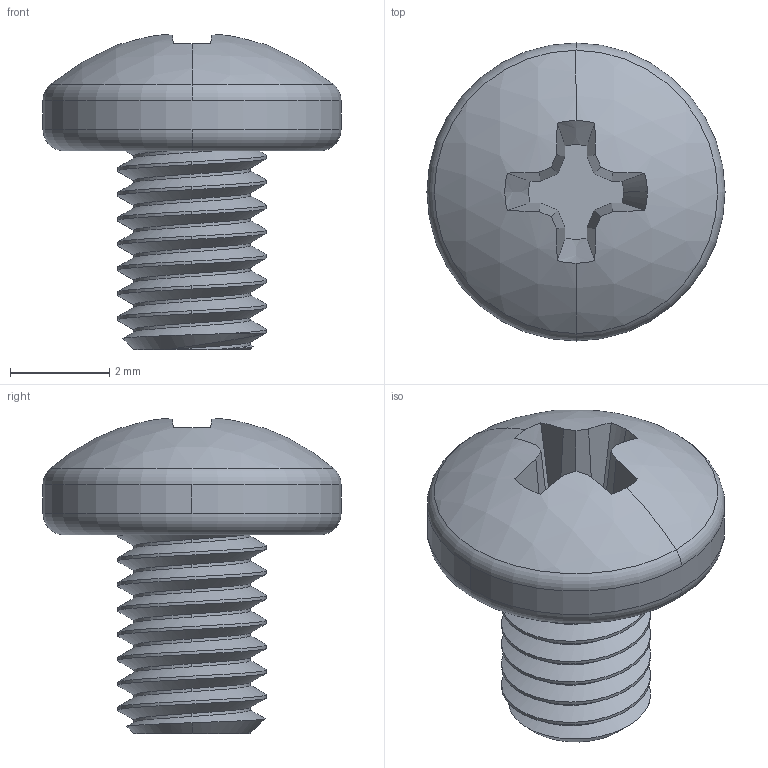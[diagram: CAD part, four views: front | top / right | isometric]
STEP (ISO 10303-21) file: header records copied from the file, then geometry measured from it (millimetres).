
FILE_DESCRIPTION (( 'STEP AP203' ), '1' );
FILE_NAME ('92005A112.step', '2016-01-18T17:13:55', ( '' ), ( '' ), 'SwSTEP 2.0', 'SolidWorks 2013', '' );
FILE_SCHEMA (( 'CONFIG_CONTROL_DESIGN' ));
Length unit declared in the file: millimetre
Products named in the file (1): 92005A112
Bounding box: 6 x 6 x 6.34 mm (x, y, z)
Volume: 68 mm3; surface area: 150.6 mm2
Topology: 1 solids, 1 shells, 79 faces, 224 edges, 148 vertices
Faces by surface type: cylinder 43, plane 19, cone 8, torus 4, bspline 3, sphere 2
Entity records: 3445 total; most frequent: CARTESIAN_POINT 1548, ORIENTED_EDGE 448, DIRECTION 335, EDGE_CURVE 224, VERTEX_POINT 148, AXIS2_PLACEMENT_3D 131, EDGE_LOOP 80, FACE_OUTER_BOUND 79
